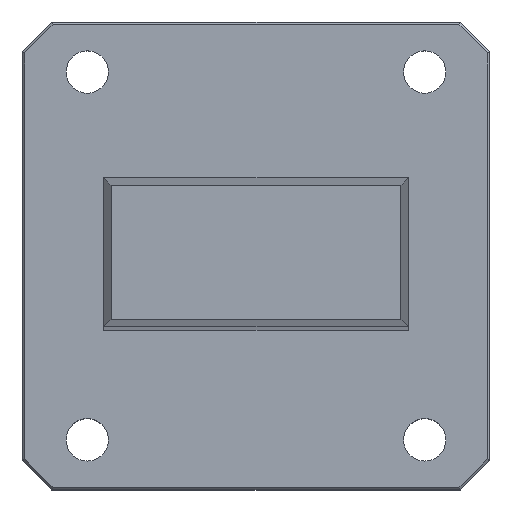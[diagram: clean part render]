
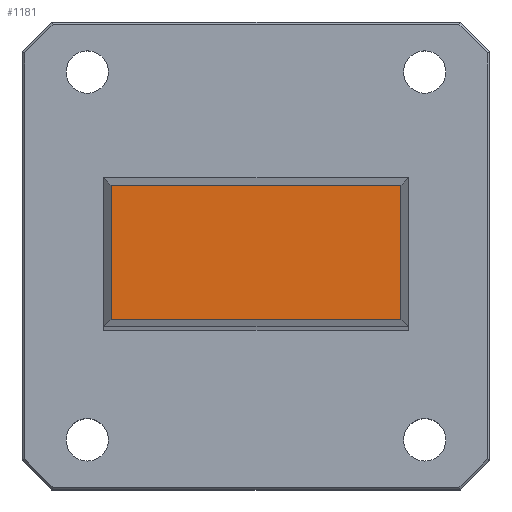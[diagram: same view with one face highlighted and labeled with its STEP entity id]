
A CAD part, top view. The second image highlights one B-rep face of the part: STEP entity #1181.
In plain terms, the highlighted planar face has unit normal (0, 0, 1).
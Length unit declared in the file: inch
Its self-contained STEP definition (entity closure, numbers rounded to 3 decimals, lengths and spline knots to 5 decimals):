
#47 = ORIENTED_EDGE ( 'NONE', *, *, #462, .T. ) ;
#68 = CARTESIAN_POINT ( 'NONE',  ( -0.611, 0.2685, 8.75 ) ) ;
#72 = CARTESIAN_POINT ( 'NONE',  ( 0.581, -0.2685, 8.75 ) ) ;
#79 = VECTOR ( 'NONE', #1398, 39.37008 ) ;
#114 = VERTEX_POINT ( 'NONE', #897 ) ;
#141 = CARTESIAN_POINT ( 'NONE',  ( 0.611, -0.2685, 8.75 ) ) ;
#165 = DIRECTION ( 'NONE',  ( 0., 0., -1. ) ) ;
#191 = DIRECTION ( 'NONE',  ( -1., 0., 0. ) ) ;
#261 = VERTEX_POINT ( 'NONE', #72 ) ;
#340 = VECTOR ( 'NONE', #1074, 39.37008 ) ;
#357 = EDGE_LOOP ( 'NONE', ( #418, #731, #1419, #47 ) ) ;
#365 = CARTESIAN_POINT ( 'NONE',  ( 0.581, 0.2685, 8.75 ) ) ;
#366 = EDGE_CURVE ( 'NONE', #114, #261, #1135, .T. ) ;
#367 = VERTEX_POINT ( 'NONE', #365 ) ;
#398 = LINE ( 'NONE', #68, #1166 ) ;
#418 = ORIENTED_EDGE ( 'NONE', *, *, #1113, .T. ) ;
#462 = EDGE_CURVE ( 'NONE', #261, #367, #967, .T. ) ;
#519 = DIRECTION ( 'NONE',  ( -1., 0., 0. ) ) ;
#729 = LINE ( 'NONE', #1397, #340 ) ;
#731 = ORIENTED_EDGE ( 'NONE', *, *, #1012, .T. ) ;
#752 = CARTESIAN_POINT ( 'NONE',  ( 0., 0., 8.75 ) ) ;
#812 = DIRECTION ( 'NONE',  ( 1., 0., 0. ) ) ;
#897 = CARTESIAN_POINT ( 'NONE',  ( -0.581, -0.2685, 8.75 ) ) ;
#903 = VERTEX_POINT ( 'NONE', #1329 ) ;
#945 = FACE_OUTER_BOUND ( 'NONE', #357, .T. ) ;
#967 = LINE ( 'NONE', #993, #79 ) ;
#993 = CARTESIAN_POINT ( 'NONE',  ( 0.581, 0.2985, 8.75 ) ) ;
#1012 = EDGE_CURVE ( 'NONE', #903, #114, #729, .T. ) ;
#1051 = AXIS2_PLACEMENT_3D ( 'NONE', #752, #165, #519 ) ;
#1074 = DIRECTION ( 'NONE',  ( 0., -1., 0. ) ) ;
#1084 = VECTOR ( 'NONE', #812, 39.37008 ) ;
#1113 = EDGE_CURVE ( 'NONE', #367, #903, #398, .T. ) ;
#1135 = LINE ( 'NONE', #141, #1084 ) ;
#1161 = PLANE ( 'NONE',  #1051 ) ;
#1166 = VECTOR ( 'NONE', #191, 39.37008 ) ;
#1181 = ADVANCED_FACE ( 'NONE', ( #945 ), #1161, .F. ) ;
#1329 = CARTESIAN_POINT ( 'NONE',  ( -0.581, 0.2685, 8.75 ) ) ;
#1397 = CARTESIAN_POINT ( 'NONE',  ( -0.581, -0.2985, 8.75 ) ) ;
#1398 = DIRECTION ( 'NONE',  ( 0., 1., 0. ) ) ;
#1419 = ORIENTED_EDGE ( 'NONE', *, *, #366, .T. ) ;
